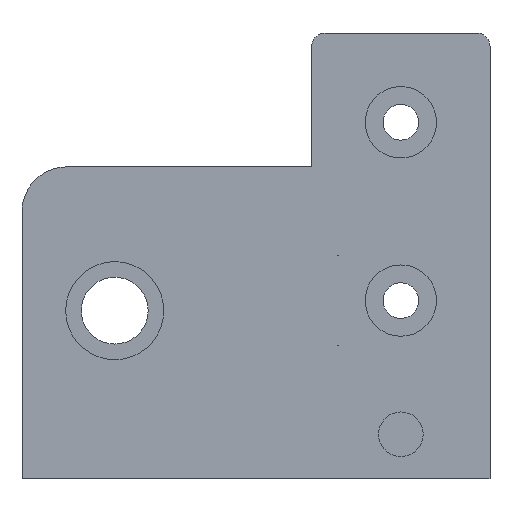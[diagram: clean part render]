
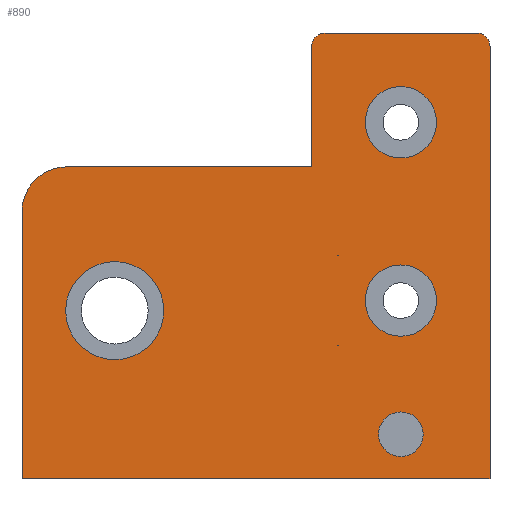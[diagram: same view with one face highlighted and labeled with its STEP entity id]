
A CAD part, left-side view. The second image highlights one B-rep face of the part: STEP entity #890.
In plain terms, the highlighted planar face has unit normal (-1, 0, 0).
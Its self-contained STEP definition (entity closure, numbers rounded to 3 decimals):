
#40=FACE_BOUND('',#107,.T.);
#41=FACE_BOUND('',#108,.T.);
#42=FACE_BOUND('',#109,.T.);
#43=FACE_BOUND('',#110,.T.);
#44=FACE_BOUND('',#111,.T.);
#45=FACE_BOUND('',#112,.T.);
#55=FACE_OUTER_BOUND('',#106,.T.);
#106=EDGE_LOOP('',(#602,#603,#604,#605,#606,#607,#608,#609,#610));
#107=EDGE_LOOP('',(#611));
#108=EDGE_LOOP('',(#612,#613,#614));
#109=EDGE_LOOP('',(#615,#616,#617));
#110=EDGE_LOOP('',(#618));
#111=EDGE_LOOP('',(#619));
#112=EDGE_LOOP('',(#620));
#172=CIRCLE('',#956,10.);
#173=CIRCLE('',#957,3.);
#174=CIRCLE('',#958,3.);
#175=CIRCLE('',#959,11.);
#176=CIRCLE('',#960,1.5);
#177=CIRCLE('',#961,1.5);
#178=CIRCLE('',#962,1.5);
#179=CIRCLE('',#963,1.5);
#180=CIRCLE('',#964,8.);
#181=CIRCLE('',#965,8.);
#182=CIRCLE('',#966,5.);
#222=LINE('',#1345,#303);
#223=LINE('',#1347,#304);
#224=LINE('',#1351,#305);
#225=LINE('',#1353,#306);
#226=LINE('',#1355,#307);
#227=LINE('',#1359,#308);
#228=LINE('',#1365,#309);
#229=LINE('',#1371,#310);
#303=VECTOR('',#1060,10.);
#304=VECTOR('',#1061,10.);
#305=VECTOR('',#1064,10.);
#306=VECTOR('',#1065,10.);
#307=VECTOR('',#1066,10.);
#308=VECTOR('',#1069,10.);
#309=VECTOR('',#1074,10.);
#310=VECTOR('',#1079,10.);
#384=VERTEX_POINT('',#1343);
#385=VERTEX_POINT('',#1344);
#386=VERTEX_POINT('',#1346);
#387=VERTEX_POINT('',#1348);
#388=VERTEX_POINT('',#1350);
#389=VERTEX_POINT('',#1352);
#390=VERTEX_POINT('',#1354);
#391=VERTEX_POINT('',#1356);
#392=VERTEX_POINT('',#1358);
#393=VERTEX_POINT('',#1361);
#394=VERTEX_POINT('',#1363);
#395=VERTEX_POINT('',#1364);
#396=VERTEX_POINT('',#1366);
#397=VERTEX_POINT('',#1369);
#398=VERTEX_POINT('',#1370);
#399=VERTEX_POINT('',#1372);
#400=VERTEX_POINT('',#1375);
#401=VERTEX_POINT('',#1377);
#402=VERTEX_POINT('',#1379);
#471=EDGE_CURVE('',#384,#385,#222,.T.);
#472=EDGE_CURVE('',#384,#386,#223,.T.);
#473=EDGE_CURVE('',#386,#387,#172,.T.);
#474=EDGE_CURVE('',#387,#388,#224,.T.);
#475=EDGE_CURVE('',#388,#389,#225,.T.);
#476=EDGE_CURVE('',#389,#390,#226,.T.);
#477=EDGE_CURVE('',#390,#391,#173,.T.);
#478=EDGE_CURVE('',#391,#392,#227,.T.);
#479=EDGE_CURVE('',#392,#385,#174,.T.);
#480=EDGE_CURVE('',#393,#393,#175,.T.);
#481=EDGE_CURVE('',#394,#395,#228,.T.);
#482=EDGE_CURVE('',#395,#396,#176,.T.);
#483=EDGE_CURVE('',#396,#394,#177,.T.);
#484=EDGE_CURVE('',#397,#398,#229,.T.);
#485=EDGE_CURVE('',#398,#399,#178,.T.);
#486=EDGE_CURVE('',#399,#397,#179,.T.);
#487=EDGE_CURVE('',#400,#400,#180,.T.);
#488=EDGE_CURVE('',#401,#401,#181,.T.);
#489=EDGE_CURVE('',#402,#402,#182,.T.);
#602=ORIENTED_EDGE('',*,*,#471,.F.);
#603=ORIENTED_EDGE('',*,*,#472,.T.);
#604=ORIENTED_EDGE('',*,*,#473,.T.);
#605=ORIENTED_EDGE('',*,*,#474,.T.);
#606=ORIENTED_EDGE('',*,*,#475,.T.);
#607=ORIENTED_EDGE('',*,*,#476,.T.);
#608=ORIENTED_EDGE('',*,*,#477,.T.);
#609=ORIENTED_EDGE('',*,*,#478,.T.);
#610=ORIENTED_EDGE('',*,*,#479,.T.);
#611=ORIENTED_EDGE('',*,*,#480,.T.);
#612=ORIENTED_EDGE('',*,*,#481,.T.);
#613=ORIENTED_EDGE('',*,*,#482,.T.);
#614=ORIENTED_EDGE('',*,*,#483,.T.);
#615=ORIENTED_EDGE('',*,*,#484,.T.);
#616=ORIENTED_EDGE('',*,*,#485,.T.);
#617=ORIENTED_EDGE('',*,*,#486,.T.);
#618=ORIENTED_EDGE('',*,*,#487,.T.);
#619=ORIENTED_EDGE('',*,*,#488,.T.);
#620=ORIENTED_EDGE('',*,*,#489,.T.);
#864=PLANE('',#955);
#890=ADVANCED_FACE('',(#55,#40,#41,#42,#43,#44,#45),#864,.T.);
#955=AXIS2_PLACEMENT_3D('',#1342,#1058,#1059);
#956=AXIS2_PLACEMENT_3D('',#1349,#1062,#1063);
#957=AXIS2_PLACEMENT_3D('',#1357,#1067,#1068);
#958=AXIS2_PLACEMENT_3D('',#1360,#1070,#1071);
#959=AXIS2_PLACEMENT_3D('',#1362,#1072,#1073);
#960=AXIS2_PLACEMENT_3D('',#1367,#1075,#1076);
#961=AXIS2_PLACEMENT_3D('',#1368,#1077,#1078);
#962=AXIS2_PLACEMENT_3D('',#1373,#1080,#1081);
#963=AXIS2_PLACEMENT_3D('',#1374,#1082,#1083);
#964=AXIS2_PLACEMENT_3D('',#1376,#1084,#1085);
#965=AXIS2_PLACEMENT_3D('',#1378,#1086,#1087);
#966=AXIS2_PLACEMENT_3D('',#1380,#1088,#1089);
#1058=DIRECTION('center_axis',(-1.,0.,0.));
#1059=DIRECTION('ref_axis',(0.,1.,0.));
#1060=DIRECTION('',(0.,0.,1.));
#1061=DIRECTION('',(0.,1.,0.));
#1062=DIRECTION('center_axis',(-1.,0.,0.));
#1063=DIRECTION('ref_axis',(0.,1.,0.));
#1064=DIRECTION('',(0.,0.,-1.));
#1065=DIRECTION('',(0.,-1.,0.));
#1066=DIRECTION('',(0.,0.,1.));
#1067=DIRECTION('center_axis',(-1.,0.,0.));
#1068=DIRECTION('ref_axis',(0.,-1.,0.));
#1069=DIRECTION('',(0.,1.,0.));
#1070=DIRECTION('center_axis',(-1.,0.,0.));
#1071=DIRECTION('ref_axis',(0.,0.,1.));
#1072=DIRECTION('center_axis',(1.,0.,0.));
#1073=DIRECTION('ref_axis',(0.,-1.,0.));
#1074=DIRECTION('',(0.,1.,0.));
#1075=DIRECTION('center_axis',(-1.,0.,0.));
#1076=DIRECTION('ref_axis',(0.,0.,
-1.));
#1077=DIRECTION('center_axis',(-1.,0.,0.));
#1078=DIRECTION('ref_axis',(0.,0.039,-0.999));
#1079=DIRECTION('',(0.,-1.,0.));
#1080=DIRECTION('center_axis',(-1.,0.,0.));
#1081=DIRECTION('ref_axis',(0.,0.,
1.));
#1082=DIRECTION('center_axis',(-1.,0.,0.));
#1083=DIRECTION('ref_axis',(0.,-0.039,0.999));
#1084=DIRECTION('center_axis',(1.,0.,0.));
#1085=DIRECTION('ref_axis',(0.,-1.,0.));
#1086=DIRECTION('center_axis',(1.,0.,0.));
#1087=DIRECTION('ref_axis',(0.,-1.,0.));
#1088=DIRECTION('center_axis',(1.,0.,0.));
#1089=DIRECTION('ref_axis',(0.,-1.,0.));
#1342=CARTESIAN_POINT('Origin',(-328.801,390.934,152.313));
#1343=CARTESIAN_POINT('',(-328.801,579.5,159.313));
#1344=CARTESIAN_POINT('',(-328.801,579.5,186.313));
#1345=CARTESIAN_POINT('',(-328.801,579.5,144.313));
#1346=CARTESIAN_POINT('',(-328.801,634.5,159.313));
#1347=CARTESIAN_POINT('',(-328.801,512.717,159.313));
#1348=CARTESIAN_POINT('',(-328.801,644.5,149.313));
#1349=CARTESIAN_POINT('Origin',(-328.801,634.5,149.313));
#1350=CARTESIAN_POINT('',(-328.801,644.5,89.313));
#1351=CARTESIAN_POINT('',(-328.801,644.5,120.813));
#1352=CARTESIAN_POINT('',(-328.801,539.5,89.313));
#1353=CARTESIAN_POINT('',(-328.801,654.5,89.313));
#1354=CARTESIAN_POINT('',(-328.801,539.5,186.313));
#1355=CARTESIAN_POINT('',(-328.801,539.5,129.313));
#1356=CARTESIAN_POINT('',(-328.801,542.5,189.313));
#1357=CARTESIAN_POINT('Origin',(-328.801,542.5,186.313));
#1358=CARTESIAN_POINT('',(-328.801,576.5,189.313));
#1359=CARTESIAN_POINT('',(-328.801,542.5,189.313));
#1360=CARTESIAN_POINT('Origin',(-328.801,576.5,186.313));
#1361=CARTESIAN_POINT('',(-328.801,634.7,127.054));
#1362=CARTESIAN_POINT('Origin',(-328.801,623.7,127.054));
#1363=CARTESIAN_POINT('',(-328.801,573.5,119.245));
#1364=CARTESIAN_POINT('',(-328.801,573.617,119.245));
#1365=CARTESIAN_POINT('',(-328.801,573.617,119.245));
#1366=CARTESIAN_POINT('',(-328.801,573.558,119.246));
#1367=CARTESIAN_POINT('Origin',(-328.801,573.617,120.745));
#1368=CARTESIAN_POINT('Origin',(-328.801,573.5,120.745));
#1369=CARTESIAN_POINT('',(-328.801,573.617,139.381));
#1370=CARTESIAN_POINT('',(-328.801,573.5,139.381));
#1371=CARTESIAN_POINT('',(-328.801,573.5,139.381));
#1372=CARTESIAN_POINT('',(-328.801,573.558,139.38));
#1373=CARTESIAN_POINT('Origin',(-328.801,573.5,137.881));
#1374=CARTESIAN_POINT('Origin',(-328.801,573.617,137.881));
#1375=CARTESIAN_POINT('',(-328.801,567.5,129.313));
#1376=CARTESIAN_POINT('Origin',(-328.801,559.5,129.313));
#1377=CARTESIAN_POINT('',(-328.801,567.5,169.313));
#1378=CARTESIAN_POINT('Origin',(-328.801,559.5,169.313));
#1379=CARTESIAN_POINT('',(-328.801,564.5,99.313));
#1380=CARTESIAN_POINT('Origin',(-328.801,559.5,99.313));
